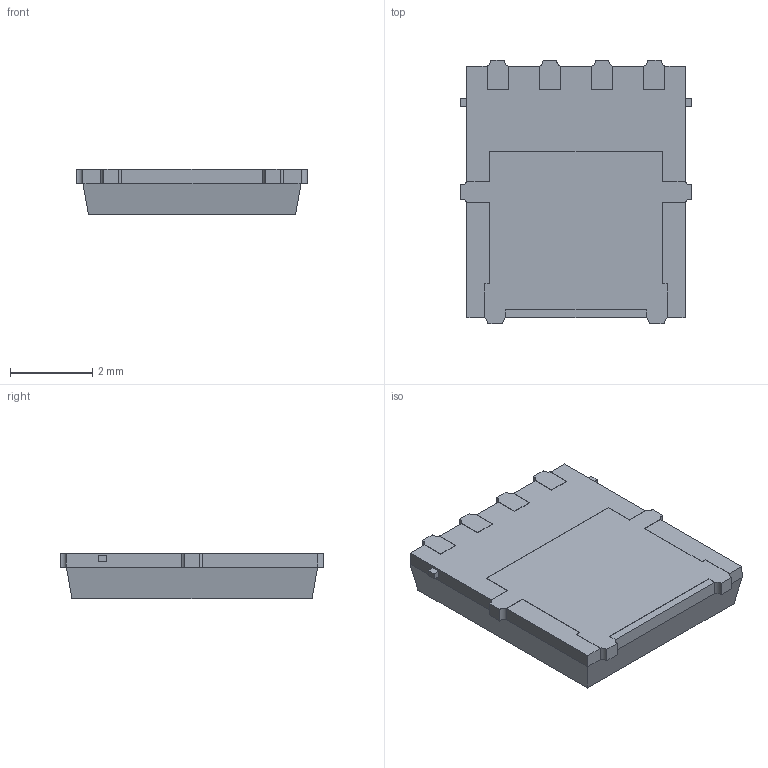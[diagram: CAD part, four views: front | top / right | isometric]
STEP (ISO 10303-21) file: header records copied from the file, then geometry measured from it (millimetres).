
FILE_DESCRIPTION (( 'STEP AP214' ), '1' );
FILE_NAME ('NVMFWS3D6N10MCLT1G.STEP', '2025-08-27T08:07:05', ( '' ), ( '' ), 'SwSTEP 2.0', 'SolidWorks 2023', '' );
FILE_SCHEMA (( 'AUTOMOTIVE_DESIGN' ));
Length unit declared in the file: millimetre
Products named in the file (1): NVMFWS3D6N10MCLT1G
Bounding box: 5.6 x 6.4 x 1.11 mm (x, y, z)
Volume: 34.7 mm3; surface area: 88.5 mm2
Topology: 1 solids, 1 shells, 100 faces, 268 edges, 172 vertices
Faces by surface type: plane 80, cylinder 20
Entity records: 4195 total; most frequent: CARTESIAN_POINT 541, ORIENTED_EDGE 536, DIRECTION 510, EDGE_CURVE 268, LINE 228, VECTOR 228, VERTEX_POINT 172, AXIS2_PLACEMENT_3D 141
